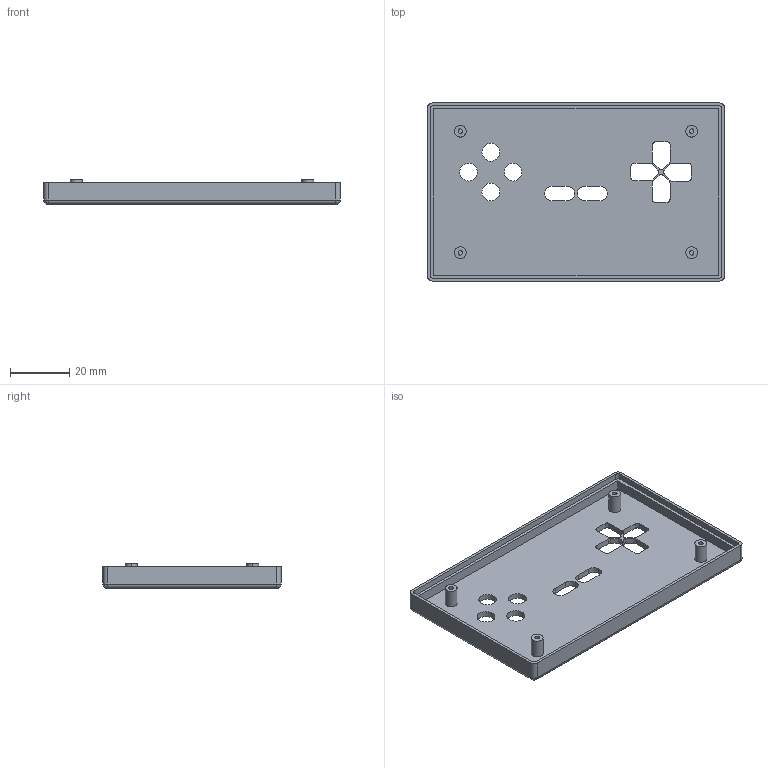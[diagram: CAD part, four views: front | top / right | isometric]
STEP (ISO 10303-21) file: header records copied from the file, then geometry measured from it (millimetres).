
FILE_DESCRIPTION (( 'STEP AP214' ), '1' );
FILE_NAME ('褲极奻.STEP', '2025-02-15T05:48:28', ( '' ), ( '' ), 'SwSTEP 2.0', 'SolidWorks 2024', '' );
FILE_SCHEMA (( 'AUTOMOTIVE_DESIGN' ));
Length unit declared in the file: millimetre
Products named in the file (1): 壳体上
Bounding box: 100 x 60 x 8.4 mm (x, y, z)
Volume: 14038.9 mm3; surface area: 15952.4 mm2
Topology: 1 solids, 1 shells, 115 faces, 301 edges, 194 vertices
Faces by surface type: cylinder 63, plane 48, sphere 4
Entity records: 3604 total; most frequent: DIRECTION 655, CARTESIAN_POINT 607, ORIENTED_EDGE 594, EDGE_CURVE 297, AXIS2_PLACEMENT_3D 242, VERTEX_POINT 194, VECTOR 171, LINE 171
